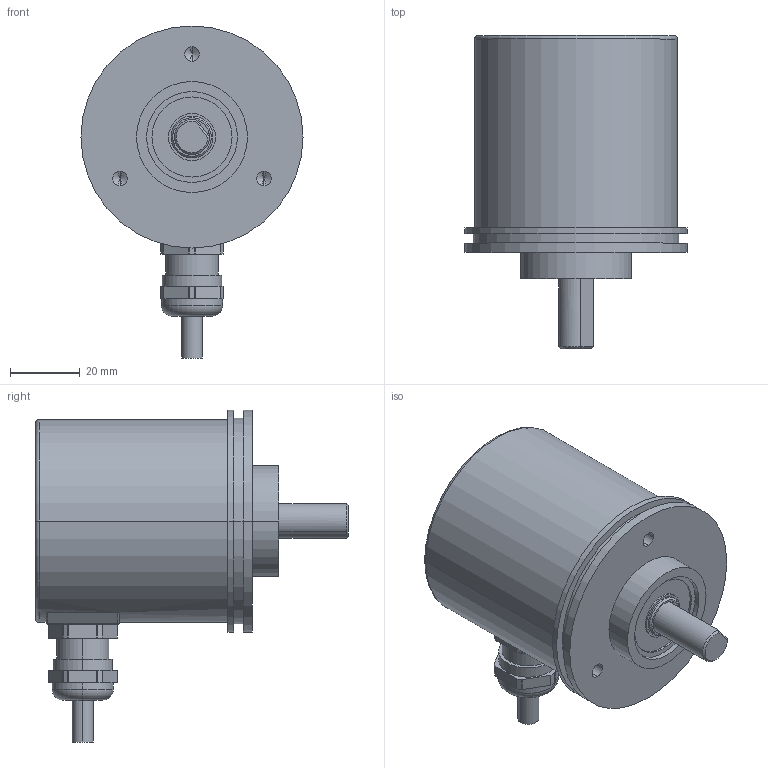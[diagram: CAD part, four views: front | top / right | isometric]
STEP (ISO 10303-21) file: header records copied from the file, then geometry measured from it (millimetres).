
FILE_DESCRIPTION (( 'STEP AP214' ), '1' );
FILE_NAME ('EAC58A10-GC6NFDR-8192.STEP', '2023-02-24T06:37:34', ( '微软用户' ), ( '微软中国' ), 'SwSTEP 2.0', 'SolidWorks 2011', '' );
FILE_SCHEMA (( 'AUTOMOTIVE_DESIGN' ));
Length unit declared in the file: millimetre
Products named in the file (1): EAC58A10-GC6NFDR-8192
Bounding box: 63.5 x 89.5 x 94.95 mm (x, y, z)
Volume: 70080.2 mm3; surface area: 46116.4 mm2
Topology: 7 solids, 7 shells, 223 faces, 502 edges, 317 vertices
Faces by surface type: cylinder 120, plane 78, cone 13, torus 8, sphere 4
Entity records: 8894 total; most frequent: DIRECTION 1191, CARTESIAN_POINT 1163, ORIENTED_EDGE 984, EDGE_CURVE 492, AXIS2_PLACEMENT_3D 485, VERTEX_POINT 317, EDGE_LOOP 267, CIRCLE 261
